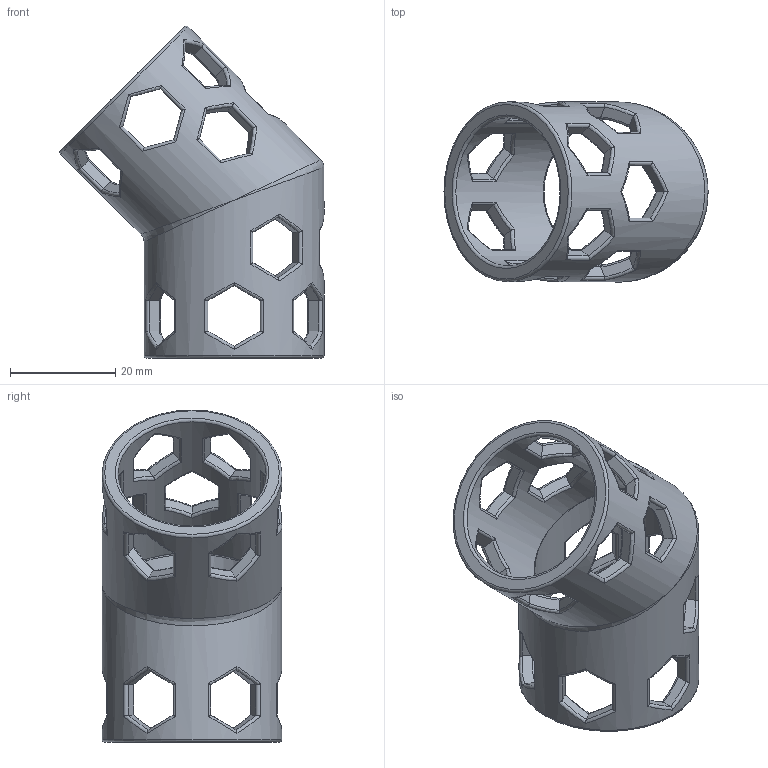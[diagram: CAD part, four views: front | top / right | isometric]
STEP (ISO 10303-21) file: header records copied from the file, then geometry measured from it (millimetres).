
FILE_DESCRIPTION(('STEP AP242'), '1');
FILE_NAME('itemTubeBraid_V5', '', ('UNSPECIFIED'), ('UNSPECIFIED'), 'C3D Converter', 'C3D Toolkit', '');
FILE_SCHEMA(('AP242_MANAGED_MODEL_BASED_3D_ENGINEERING_MIM_LF { 1 0 10303 442 1 1 4 }'));
Length unit declared in the file: millimetre
Bounding box: 50.2 x 34.2 x 63.1 mm (x, y, z)
Volume: 12802.1 mm3; surface area: 10738.6 mm2
Topology: 1 solids, 1 shells, 338 faces, 936 edges, 592 vertices
Faces by surface type: bspline 148, plane 110, cylinder 76, torus 4
Full cylindrical faces by diameter (mm): 28.2 x2, 34.2 x2
Entity records: 25247 total; most frequent: CARTESIAN_POINT 18607, ORIENTED_EDGE 1840, EDGE_CURVE 920, DIRECTION 650, VERTEX_POINT 592, B_SPLINE_CURVE_WITH_KNOTS 444, EDGE_LOOP 384, FACE_BOUND 372
